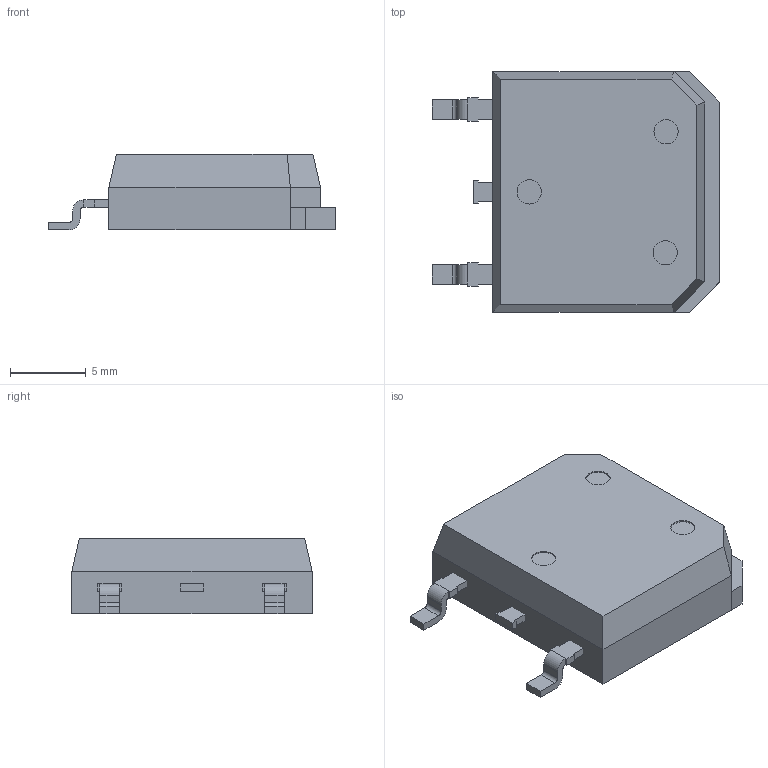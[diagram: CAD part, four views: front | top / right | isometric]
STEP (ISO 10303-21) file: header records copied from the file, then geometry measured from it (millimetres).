
FILE_DESCRIPTION(/* description */ ('model of TO-268-2'),/* implementation_level */ '2;1');
FILE_NAME(/* name */ 'TO-268-2.step',/* time_stamp */ '2023-01-24T23:51:42',/* author */ ('Ray Benitez',''),/* organization */ ('OCCT'),/* preprocessor_version */ '',/* originating_system */ 'KiCAD',/* authorisation */ '');
FILE_SCHEMA(('AUTOMOTIVE_DESIGN { 1 0 10303 214 1 1 1 1 }'));
Length unit declared in the file: millimetre
Products named in the file (8): CQ assembly; aae6bda4-9c39-11ed-93f0-dde97e994e83; aae6bda5-9c39-11ed-93f0-dde97e994e83; aae6bda5-9c39-11ed-93f0-dde97e994e83_part; aae6bda6-9c39-11ed-93f0-dde97e994e83; aae6bda6-9c39-11ed-93f0-dde97e994e83_part; aae6bda7-9c39-11ed-93f0-dde97e994e83; aae6bda7-9c39-11ed-93f0-dde97e994e83_part
Assembly tree (7 placements, depth 4):
  CQ assembly
    aae6bda4-9c39-11ed-93f0-dde97e994e83
      aae6bda5-9c39-11ed-93f0-dde97e994e83
        aae6bda5-9c39-11ed-93f0-dde97e994e83_part
      aae6bda6-9c39-11ed-93f0-dde97e994e83
        aae6bda6-9c39-11ed-93f0-dde97e994e83_part
      aae6bda7-9c39-11ed-93f0-dde97e994e83
        aae6bda7-9c39-11ed-93f0-dde97e994e83_part
Bounding box: 19 x 15.9 x 5.02 mm (x, y, z)
Volume: 1318.6 mm3; surface area: 1169.3 mm2
Topology: 5 solids, 5 shells, 86 faces, 213 edges, 140 vertices
Faces by surface type: plane 75, cylinder 11
Full cylindrical faces by diameter (mm): 1.6 x3
Entity records: 2687 total; most frequent: CARTESIAN_POINT 447, DIRECTION 431, ORIENTED_EDGE 426, EDGE_CURVE 213, LINE 183, VECTOR 183, VERTEX_POINT 140, AXIS2_PLACEMENT_3D 124
